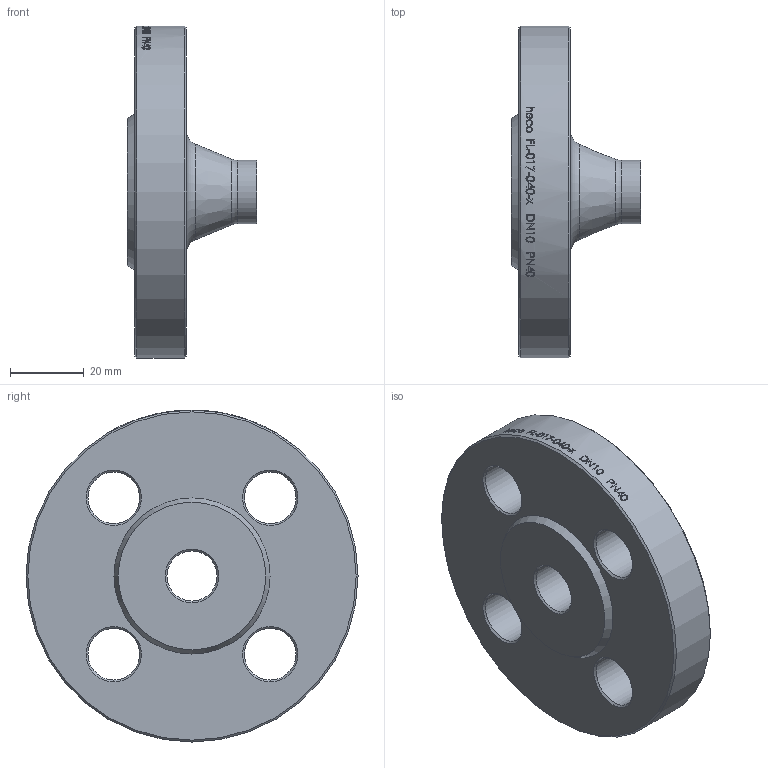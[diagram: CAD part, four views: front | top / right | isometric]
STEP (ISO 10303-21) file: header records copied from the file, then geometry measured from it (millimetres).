
FILE_DESCRIPTION (( 'STEP AP214' ), '1' );
FILE_NAME ('FL-017-040-x Vorschweissflansch PN40 Iso DIN2635 2009.STEP', '2020-09-24T09:22:05', ( '' ), ( '' ), 'SwSTEP 2.0', 'SolidWorks 2019', '' );
FILE_SCHEMA (( 'AUTOMOTIVE_DESIGN' ));
Length unit declared in the file: millimetre
Products named in the file (1): FL-017-040-x Vorschweissflansch PN40 Iso DIN2635 2009
Bounding box: 35 x 90 x 90 mm (x, y, z)
Volume: 84758.8 mm3; surface area: 19877.9 mm2
Topology: 1 solids, 1 shells, 61 faces, 285 edges, 262 vertices
Faces by surface type: cylinder 42, cone 13, plane 4, torus 2
Full cylindrical faces by diameter (mm): 13.6 x1, 14 x4, 17.2 x1, 90 x1
Entity records: 5535 total; most frequent: CARTESIAN_POINT 3034, ORIENTED_EDGE 508, DIRECTION 349, VERTEX_POINT 254, EDGE_CURVE 254, AXIS2_PLACEMENT_3D 151, EDGE_LOOP 130, B_SPLINE_CURVE_WITH_KNOTS 118
